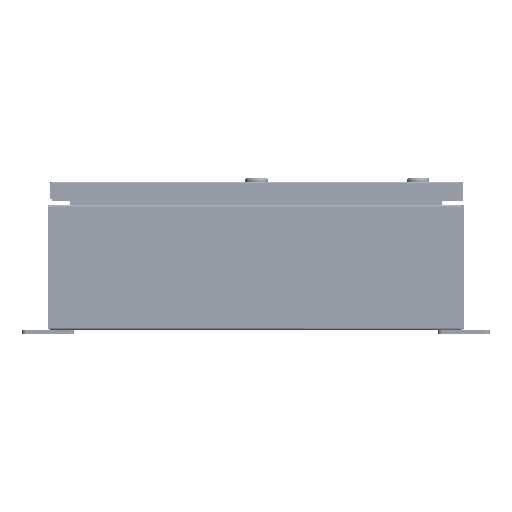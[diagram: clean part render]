
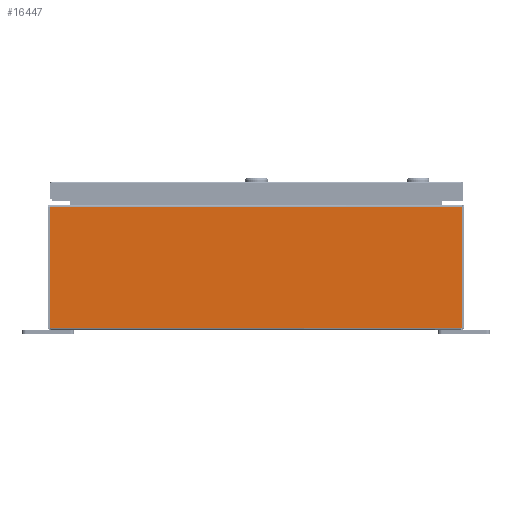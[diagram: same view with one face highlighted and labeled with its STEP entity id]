
A CAD part, left-side view. The second image highlights one B-rep face of the part: STEP entity #16447.
In plain terms, the highlighted planar face has unit normal (-1, 0, 0).
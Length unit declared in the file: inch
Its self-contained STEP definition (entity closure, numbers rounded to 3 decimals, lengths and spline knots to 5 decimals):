
#643 = VECTOR ( 'NONE', #8678, 39.37008 ) ;
#742 = EDGE_CURVE ( 'NONE', #4488, #11549, #3131, .T. ) ;
#2033 = DIRECTION ( 'NONE',  ( 0., 0., -1. ) ) ;
#2164 = CARTESIAN_POINT ( 'NONE',  ( -17., -9.87467, 0.013 ) ) ;
#2622 = AXIS2_PLACEMENT_3D ( 'NONE', #22556, #50309, #26569 ) ;
#3131 = LINE ( 'NONE', #16479, #643 ) ;
#4488 = VERTEX_POINT ( 'NONE', #2164 ) ;
#4723 = ORIENTED_EDGE ( 'NONE', *, *, #36196, .T. ) ;
#5294 = LINE ( 'NONE', #15495, #15833 ) ;
#5301 = EDGE_LOOP ( 'NONE', ( #32192, #40390, #49822, #46848, #4723, #15279 ) ) ;
#8678 = DIRECTION ( 'NONE',  ( 0., 1., 0. ) ) ;
#9383 = LINE ( 'NONE', #9631, #39856 ) ;
#9631 = CARTESIAN_POINT ( 'NONE',  ( -17., -9.91469, 0. ) ) ;
#10056 = VERTEX_POINT ( 'NONE', #49549 ) ;
#10469 = EDGE_CURVE ( 'NONE', #4488, #10056, #11798, .T. ) ;
#11549 = VERTEX_POINT ( 'NONE', #12211 ) ;
#11798 = CIRCLE ( 'NONE', #51297, 0.0625 ) ;
#12211 = CARTESIAN_POINT ( 'NONE',  ( -17., 9.87467, 0.013 ) ) ;
#13386 = CARTESIAN_POINT ( 'NONE',  ( -17., 9.91469, 0.02749 ) ) ;
#13703 = EDGE_CURVE ( 'NONE', #15568, #35526, #5294, .T. ) ;
#15244 = AXIS2_PLACEMENT_3D ( 'NONE', #21687, #25842, #2033 ) ;
#15279 = ORIENTED_EDGE ( 'NONE', *, *, #13703, .T. ) ;
#15495 = CARTESIAN_POINT ( 'NONE',  ( -17., -9.91469, 5.8376 ) ) ;
#15568 = VERTEX_POINT ( 'NONE', #26969 ) ;
#15591 = FACE_OUTER_BOUND ( 'NONE', #5301, .T. ) ;
#15833 = VECTOR ( 'NONE', #31350, 39.37008 ) ;
#16447 = ADVANCED_FACE ( 'NONE', ( #15591 ), #49602, .F. ) ;
#16479 = CARTESIAN_POINT ( 'NONE',  ( -17., 10., 0.013 ) ) ;
#21687 = CARTESIAN_POINT ( 'NONE',  ( -17., 0., 0. ) ) ;
#22556 = CARTESIAN_POINT ( 'NONE',  ( -17., 9.91469, -0.03501 ) ) ;
#24464 = VECTOR ( 'NONE', #36081, 39.37008 ) ;
#25842 = DIRECTION ( 'NONE',  ( 1., 0., 0. ) ) ;
#26569 = DIRECTION ( 'NONE',  ( 0., 0., -1. ) ) ;
#26969 = CARTESIAN_POINT ( 'NONE',  ( -17., -9.91469, 5.8376 ) ) ;
#31350 = DIRECTION ( 'NONE',  ( 0., 1., 0. ) ) ;
#31957 = EDGE_CURVE ( 'NONE', #50357, #11549, #45886, .T. ) ;
#32106 = CARTESIAN_POINT ( 'NONE',  ( -17., 9.91469, 0. ) ) ;
#32192 = ORIENTED_EDGE ( 'NONE', *, *, #49810, .F. ) ;
#35526 = VERTEX_POINT ( 'NONE', #36290 ) ;
#36081 = DIRECTION ( 'NONE',  ( 0., 0., 1. ) ) ;
#36196 = EDGE_CURVE ( 'NONE', #10056, #15568, #9383, .T. ) ;
#36290 = CARTESIAN_POINT ( 'NONE',  ( -17., 9.91469, 5.8376 ) ) ;
#37444 = DIRECTION ( 'NONE',  ( 0., 0., 1. ) ) ;
#37544 = LINE ( 'NONE', #32106, #24464 ) ;
#39856 = VECTOR ( 'NONE', #37444, 39.37008 ) ;
#40390 = ORIENTED_EDGE ( 'NONE', *, *, #31957, .T. ) ;
#42723 = DIRECTION ( 'NONE',  ( 0., 0., -1. ) ) ;
#45886 = CIRCLE ( 'NONE', #2622, 0.0625 ) ;
#46195 = DIRECTION ( 'NONE',  ( 1., 0., 0. ) ) ;
#46848 = ORIENTED_EDGE ( 'NONE', *, *, #10469, .T. ) ;
#48106 = CARTESIAN_POINT ( 'NONE',  ( -17., -9.91469, -0.03501 ) ) ;
#49549 = CARTESIAN_POINT ( 'NONE',  ( -17., -9.91469, 0.02749 ) ) ;
#49602 = PLANE ( 'NONE',  #15244 ) ;
#49810 = EDGE_CURVE ( 'NONE', #50357, #35526, #37544, .T. ) ;
#49822 = ORIENTED_EDGE ( 'NONE', *, *, #742, .F. ) ;
#50309 = DIRECTION ( 'NONE',  ( 1., 0., 0. ) ) ;
#50357 = VERTEX_POINT ( 'NONE', #13386 ) ;
#51297 = AXIS2_PLACEMENT_3D ( 'NONE', #48106, #46195, #42723 ) ;
